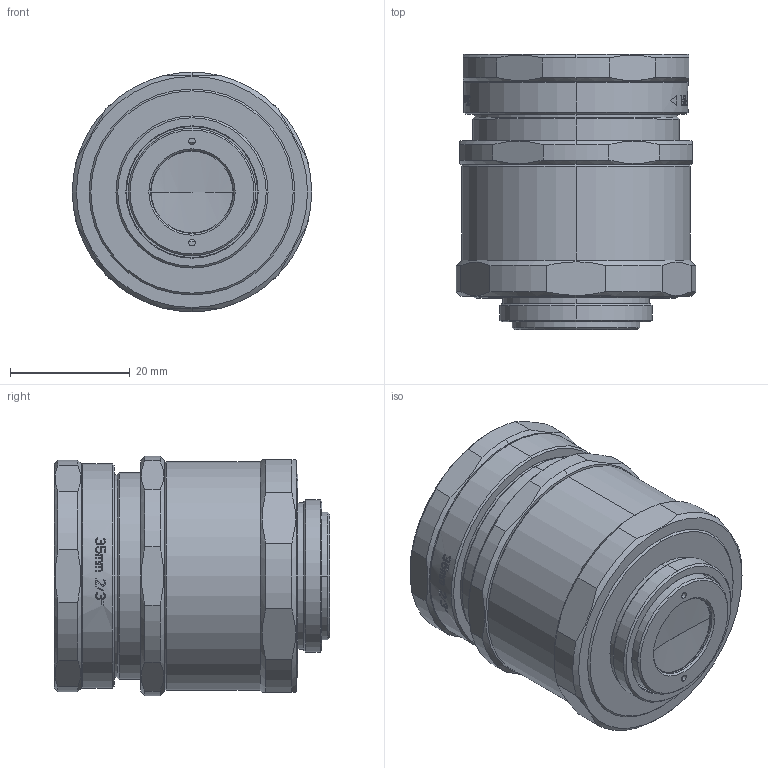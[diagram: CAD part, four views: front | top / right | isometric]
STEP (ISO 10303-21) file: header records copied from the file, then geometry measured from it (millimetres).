
FILE_DESCRIPTION((''),'2;1');
FILE_NAME('VA-LCM-5MP-35MM-F1.4-015','2022-05-27T14:25:19',('Administrator'),(''),'CREO PARAMETRIC BY PTC INC, 2018020','CREO PARAMETRIC BY PTC INC, 2018020','');
FILE_SCHEMA(('CONFIG_CONTROL_DESIGN'));
Length unit declared in the file: millimetre
Products named in the file (14): 502_2; FA3502A-602_ASM_1_ASM; FA3502A-306_1; FA3502A-514_1; 202_ASM_1_ASM; 501_1; FA3502A-601_ASM_1_ASM; FA3502A-301_1; FA3502A-511_1; 201_ASM_1_ASM; 503_1; 504_1; 200_ASM_2_ASM; VA-LCM-5MP-35MM-F1.4-015
Assembly tree (13 placements, depth 4):
  VA-LCM-5MP-35MM-F1.4-015
    200_ASM_2_ASM
      202_ASM_1_ASM
        502_2
        FA3502A-602_ASM_1_ASM
        FA3502A-306_1
        FA3502A-514_1
      201_ASM_1_ASM
        501_1
        FA3502A-601_ASM_1_ASM
        FA3502A-301_1
        FA3502A-511_1
      503_1
      504_1
Bounding box: 40 x 45.98 x 40 mm (x, y, z)
Volume: 32006.9 mm3; surface area: 27265.4 mm2
Topology: 8 solids, 8 shells, 741 faces, 1928 edges, 1250 vertices
Faces by surface type: plane 326, cylinder 142, bspline 140, cone 125, sphere 8
Entity records: 30211 total; most frequent: CARTESIAN_POINT 13154, ORIENTED_EDGE 3840, DIRECTION 2980, EDGE_CURVE 1920, VERTEX_POINT 1250, AXIS2_PLACEMENT_3D 1190, EDGE_LOOP 812, B_SPLINE_CURVE_WITH_KNOTS 770
